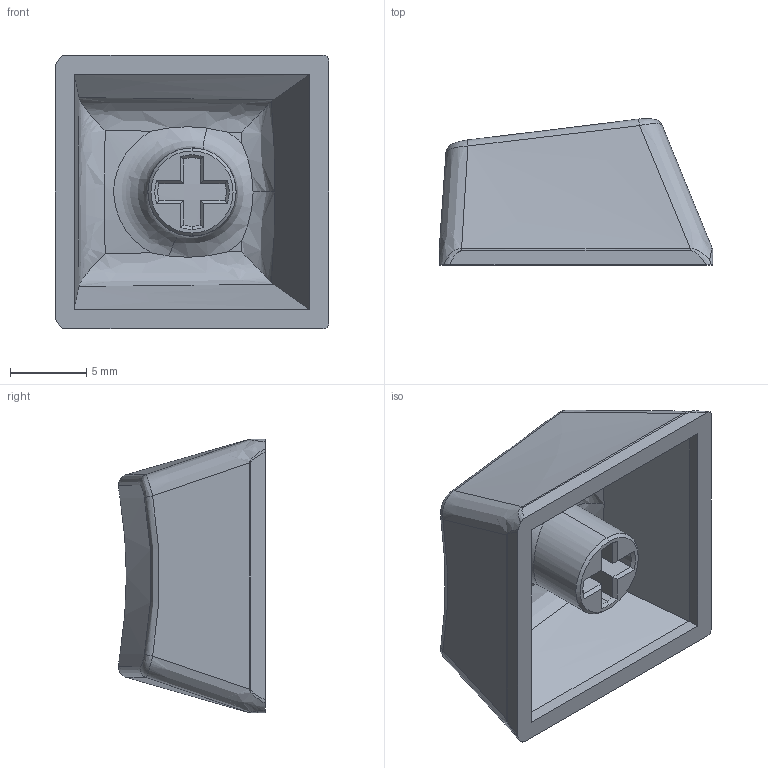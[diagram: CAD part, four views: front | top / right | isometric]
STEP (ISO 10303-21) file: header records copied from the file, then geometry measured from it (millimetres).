
FILE_DESCRIPTION (( 'STEP AP214' ), '1' );
FILE_NAME ('1u.STEP', '2023-04-02T01:56:29', ( '' ), ( '' ), 'SwSTEP 2.0', 'SolidWorks 2022', '' );
FILE_SCHEMA (( 'AUTOMOTIVE_DESIGN' ));
Length unit declared in the file: millimetre
Products named in the file (1): 1u
Bounding box: 18 x 9.62 x 18 mm (x, y, z)
Volume: 977.8 mm3; surface area: 1592.4 mm2
Topology: 1 solids, 1 shells, 85 faces, 212 edges, 131 vertices
Faces by surface type: bspline 34, plane 30, cylinder 14, cone 7
Entity records: 4045 total; most frequent: CARTESIAN_POINT 2062, ORIENTED_EDGE 424, DIRECTION 234, EDGE_CURVE 212, VERTEX_POINT 131, B_SPLINE_CURVE_WITH_KNOTS 100, EDGE_LOOP 87, AXIS2_PLACEMENT_3D 86
